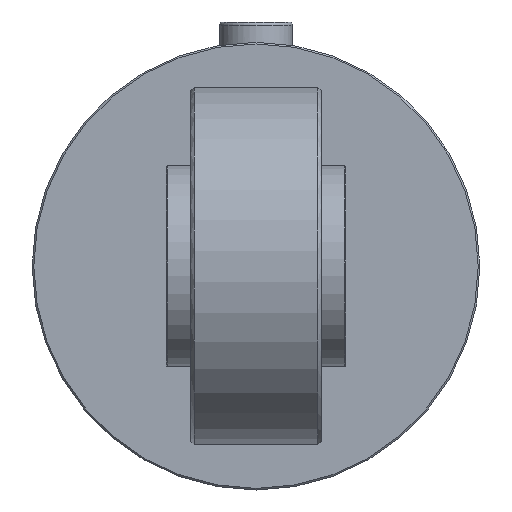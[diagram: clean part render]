
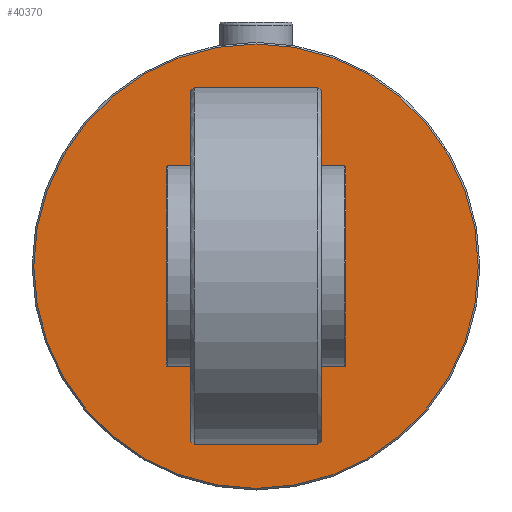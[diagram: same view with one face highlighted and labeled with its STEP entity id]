
A CAD part, front view. The second image highlights one B-rep face of the part: STEP entity #40370.
In plain terms, the highlighted planar face has unit normal (0, -1, 0).
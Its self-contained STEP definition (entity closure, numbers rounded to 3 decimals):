
#40336=CARTESIAN_POINT('',(0.,-450.,136.5));
#40337=VERTEX_POINT('',#40336);
#40338=CARTESIAN_POINT('',(0.0,-450.,0.));
#40339=DIRECTION('',(0.0,1.0,0.0));
#40340=DIRECTION('',(0.0,0.0,-1.0));
#40341=AXIS2_PLACEMENT_3D('',#40338,#40339,#40340);
#40342=CIRCLE('',#40341,136.5);
#40343=EDGE_CURVE('',#40337,#40337,#40342,.T.);
#40351=CARTESIAN_POINT('',(0.0,-450.0,95.75));
#40352=DIRECTION('',(0.0,-1.0,0.0));
#40353=DIRECTION('',(0.0,0.0,-1.0));
#40354=AXIS2_PLACEMENT_3D('',#40351,#40352,#40353);
#40355=PLANE('',#40354);
#40356=ORIENTED_EDGE('',*,*,#40343,.F.);
#40357=EDGE_LOOP('',(#40356));
#40358=FACE_OUTER_BOUND('',#40357,.T.);
#40359=CARTESIAN_POINT('',(0.0,-450.0,54.));
#40360=VERTEX_POINT('',#40359);
#40361=CARTESIAN_POINT('',(0.0,-450.,0.));
#40362=DIRECTION('',(0.0,1.0,0.));
#40363=DIRECTION('',(0.0,0.,1.0));
#40364=AXIS2_PLACEMENT_3D('',#40361,#40362,#40363);
#40365=CIRCLE('',#40364,54.);
#40366=EDGE_CURVE('',#40360,#40360,#40365,.T.);
#40367=ORIENTED_EDGE('',*,*,#40366,.T.);
#40368=EDGE_LOOP('',(#40367));
#40369=FACE_BOUND('',#40368,.T.);
#40370=ADVANCED_FACE('',(#40358,#40369),#40355,.T.);
